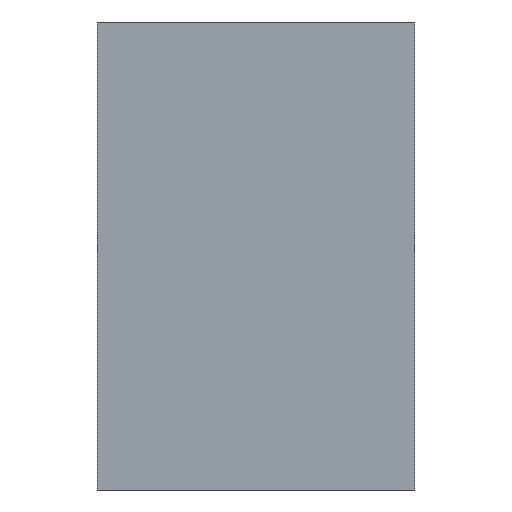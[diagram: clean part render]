
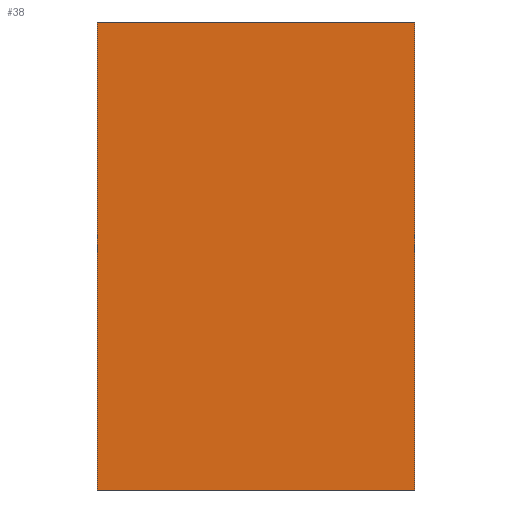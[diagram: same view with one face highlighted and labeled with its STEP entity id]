
A CAD part, left-side view. The second image highlights one B-rep face of the part: STEP entity #38.
In plain terms, the highlighted planar face has unit normal (-1, 0, 0).
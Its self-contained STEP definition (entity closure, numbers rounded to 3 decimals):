
#38 = ADVANCED_FACE( '', ( #77 ), #78, .F. );
#77 = FACE_OUTER_BOUND( '', #114, .T. );
#78 = PLANE( '', #115 );
#114 = EDGE_LOOP( '', ( #157, #158, #159, #160 ) );
#115 = AXIS2_PLACEMENT_3D( '', #161, #162, #163 );
#157 = ORIENTED_EDGE( '', *, *, #204, .T. );
#158 = ORIENTED_EDGE( '', *, *, #208, .F. );
#159 = ORIENTED_EDGE( '', *, *, #210, .F. );
#160 = ORIENTED_EDGE( '', *, *, #211, .T. );
#161 = CARTESIAN_POINT( '', ( -98., 19., 56. ) );
#162 = DIRECTION( '', ( 1., 0., 0. ) );
#163 = DIRECTION( '', ( 0., 0., -1. ) );
#204 = EDGE_CURVE( '', #229, #233, #235, .T. );
#208 = EDGE_CURVE( '', #239, #233, #241, .T. );
#210 = EDGE_CURVE( '', #243, #239, #244, .T. );
#211 = EDGE_CURVE( '', #243, #229, #245, .T. );
#229 = VERTEX_POINT( '', #265 );
#233 = VERTEX_POINT( '', #271 );
#235 = LINE( '', #274, #275 );
#239 = VERTEX_POINT( '', #280 );
#241 = LINE( '', #283, #284 );
#243 = VERTEX_POINT( '', #286 );
#244 = LINE( '', #287, #288 );
#245 = LINE( '', #289, #290 );
#265 = CARTESIAN_POINT( '', ( -98., 19., 0. ) );
#271 = CARTESIAN_POINT( '', ( -98., -19., 0. ) );
#274 = CARTESIAN_POINT( '', ( -98., 19., 0. ) );
#275 = VECTOR( '', #316, 1000. );
#280 = CARTESIAN_POINT( '', ( -98., -19., 56. ) );
#283 = CARTESIAN_POINT( '', ( -98., -19., 56. ) );
#284 = VECTOR( '', #319, 1000. );
#286 = CARTESIAN_POINT( '', ( -98., 19., 56. ) );
#287 = CARTESIAN_POINT( '', ( -98., 19., 56. ) );
#288 = VECTOR( '', #320, 1000. );
#289 = CARTESIAN_POINT( '', ( -98., 19., 56. ) );
#290 = VECTOR( '', #321, 1000. );
#316 = DIRECTION( '', ( 0., -1., 0. ) );
#319 = DIRECTION( '', ( 0., 0., -1. ) );
#320 = DIRECTION( '', ( 0., -1., 0. ) );
#321 = DIRECTION( '', ( 0., 0., -1. ) );
